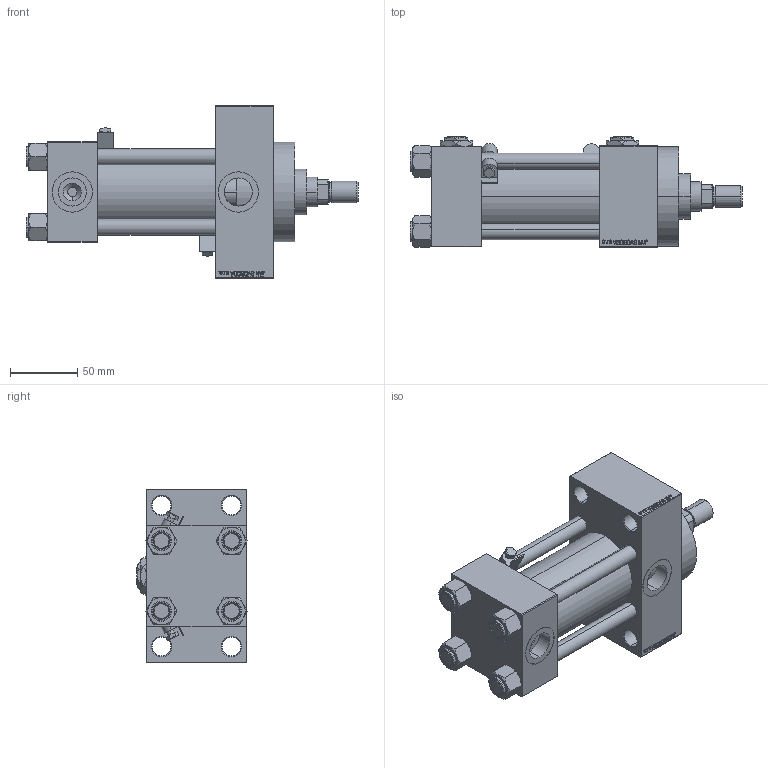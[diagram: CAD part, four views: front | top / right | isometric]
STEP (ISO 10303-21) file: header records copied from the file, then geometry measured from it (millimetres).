
FILE_DESCRIPTION (( 'STEP AP203' ), '1' );
FILE_NAME ('6a44.STEP', '2022-04-15T23:49:03', ( '' ), ( '' ), 'SwSTEP 2.0', 'SolidWorks 2019', '' );
FILE_SCHEMA (( 'CONFIG_CONTROL_DESIGN' ));
Length unit declared in the file: millimetre
Products named in the file (9): V215CR_D_TYCINKA 0a6f8ccd18c643678c13fc2ceba709f0; V215CR_D_Body 0a6f8ccd18c643678c13fc2ceba709f0; V215CR_VCP_D 0a6f8ccd18c643678c13fc2ceba709f0; NUT_M5_D 0a6f8ccd18c643678c13fc2ceba709f0; MSRF_MSRG1 0a6f8ccd18c643678c13fc2ceba709f0; Zatka_pro_OIL_PORT 0a6f8ccd18c643678c13fc2ceba709f0; 6a44; ROD_END_AH 0a6f8ccd18c643678c13fc2ceba709f0; V215_VC_A 0a6f8ccd18c643678c13fc2ceba709f0
Assembly tree (16 placements, depth 2):
  6a44
    V215CR_D_Body 0a6f8ccd18c643678c13fc2ceba709f0
    V215CR_VCP_D 0a6f8ccd18c643678c13fc2ceba709f0
    NUT_M5_D 0a6f8ccd18c643678c13fc2ceba709f0  x4
    V215CR_D_TYCINKA 0a6f8ccd18c643678c13fc2ceba709f0  x4
    V215_VC_A 0a6f8ccd18c643678c13fc2ceba709f0
    ROD_END_AH 0a6f8ccd18c643678c13fc2ceba709f0
    MSRF_MSRG1 0a6f8ccd18c643678c13fc2ceba709f0  x2
    Zatka_pro_OIL_PORT 0a6f8ccd18c643678c13fc2ceba709f0  x2
Bounding box: 247 x 82.27 x 128 mm (x, y, z)
Volume: 853583.7 mm3; surface area: 191740.8 mm2
Topology: 16 solids, 16 shells, 1291 faces, 3176 edges, 2043 vertices
Faces by surface type: plane 587, bspline 368, cone 190, cylinder 136, torus 10
Entity records: 51008 total; most frequent: CARTESIAN_POINT 25991, ORIENTED_EDGE 5502, DIRECTION 3717, EDGE_CURVE 2751, VERTEX_POINT 1793, LINE 1615, VECTOR 1615, EDGE_LOOP 1242
